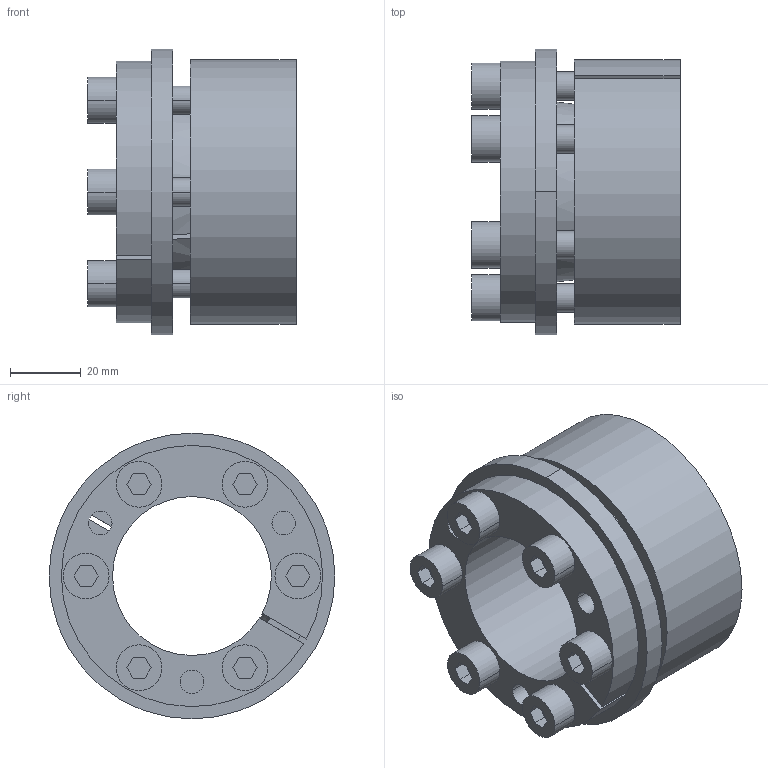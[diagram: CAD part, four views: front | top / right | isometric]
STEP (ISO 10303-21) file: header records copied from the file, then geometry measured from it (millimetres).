
FILE_DESCRIPTION((''),'2;1');
FILE_NAME('082015045075_INT_ASM','2006-02-22T',('Rathmann'),(''),'PRO/ENGINEER BY PARAMETRIC TECHNOLOGY CORPORATION, 2005180','PRO/ENGINEER BY PARAMETRIC TECHNOLOGY CORPORATION, 2005180','');
FILE_SCHEMA(('AUTOMOTIVE_DESIGN_CC2 { 1 2 10303 214 -1 1 5 2 }'));
Length unit declared in the file: millimetre
Products named in the file (5): 082015045075I_INT; 082015045075A_INT; 082015045075AX_INT; DIN912-M8X30_INT; 082015045075_INT_ASM
Assembly tree (9 placements, depth 2):
  082015045075_INT_ASM
    082015045075I_INT
    082015045075A_INT
    082015045075AX_INT
    DIN912-M8X30_INT  x6
Bounding box: 59 x 81 x 81 mm (x, y, z)
Volume: 135290.4 mm3; surface area: 57951.9 mm2
Topology: 9 solids, 9 shells, 148 faces, 367 edges, 274 vertices
Faces by surface type: plane 72, cylinder 62, cone 14
Entity records: 2554 total; most frequent: DIRECTION 462, CARTESIAN_POINT 418, ORIENTED_EDGE 344, AXIS2_PLACEMENT_3D 182, EDGE_CURVE 172, VERTEX_POINT 114, EDGE_LOOP 102, VECTOR 98
